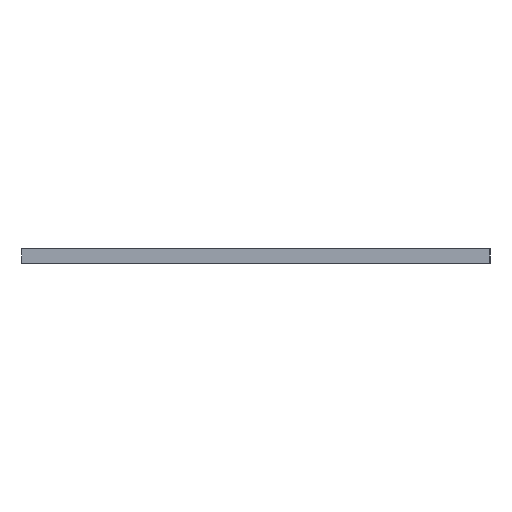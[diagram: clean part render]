
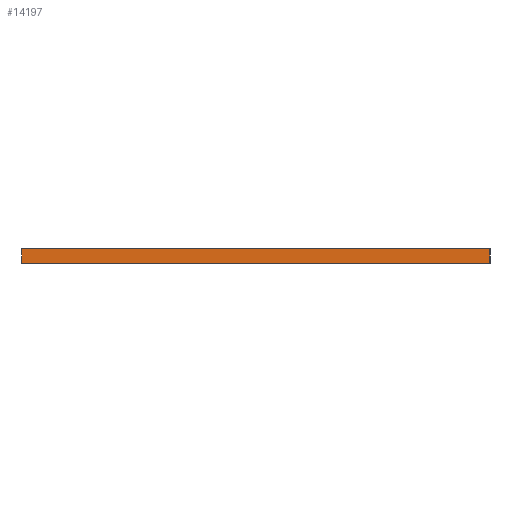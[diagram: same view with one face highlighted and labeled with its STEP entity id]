
A CAD part, left-side view. The second image highlights one B-rep face of the part: STEP entity #14197.
In plain terms, the highlighted planar face has unit normal (-1, 0, 0).
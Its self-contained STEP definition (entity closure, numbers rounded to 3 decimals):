
#32=CARTESIAN_POINT('',(-134.5,80.,5.));
#33=VERTEX_POINT('',#32);
#42=CARTESIAN_POINT('',(-134.5,-80.,5.));
#43=VERTEX_POINT('',#42);
#44=CARTESIAN_POINT('',(-134.5,-80.,5.));
#45=DIRECTION('',(0.,1.,0.));
#46=VECTOR('',#45,160.);
#47=LINE('',#44,#46);
#48=EDGE_CURVE('',#43,#33,#47,.T.);
#14148=CARTESIAN_POINT('',(-134.5,80.,0.));
#14149=VERTEX_POINT('',#14148);
#14158=CARTESIAN_POINT('',(-134.5,80.,5.));
#14159=DIRECTION('',(0.,0.,-1.));
#14160=VECTOR('',#14159,5.);
#14161=LINE('',#14158,#14160);
#14162=EDGE_CURVE('',#33,#14149,#14161,.T.);
#14174=CARTESIAN_POINT('',(-134.5,5.777,5.));
#14175=DIRECTION('',(-1.,0.,0.));
#14176=DIRECTION('',(0.,0.,1.));
#14177=AXIS2_PLACEMENT_3D('',#14174,#14175,#14176);
#14178=PLANE('',#14177);
#14179=CARTESIAN_POINT('',(-134.5,-80.,0.));
#14180=VERTEX_POINT('',#14179);
#14181=CARTESIAN_POINT('',(-134.5,-80.,0.));
#14182=DIRECTION('',(0.,1.,0.));
#14183=VECTOR('',#14182,160.);
#14184=LINE('',#14181,#14183);
#14185=EDGE_CURVE('',#14180,#14149,#14184,.T.);
#14186=ORIENTED_EDGE('',*,*,#14185,.F.);
#14187=CARTESIAN_POINT('',(-134.5,-80.,5.));
#14188=DIRECTION('',(0.,0.,-1.));
#14189=VECTOR('',#14188,5.);
#14190=LINE('',#14187,#14189);
#14191=EDGE_CURVE('',#43,#14180,#14190,.T.);
#14192=ORIENTED_EDGE('',*,*,#14191,.F.);
#14193=ORIENTED_EDGE('',*,*,#48,.T.);
#14194=ORIENTED_EDGE('',*,*,#14162,.T.);
#14195=EDGE_LOOP('',(#14186,#14192,#14193,#14194));
#14196=FACE_BOUND('',#14195,.T.);
#14197=ADVANCED_FACE('',(#14196),#14178,.T.);
